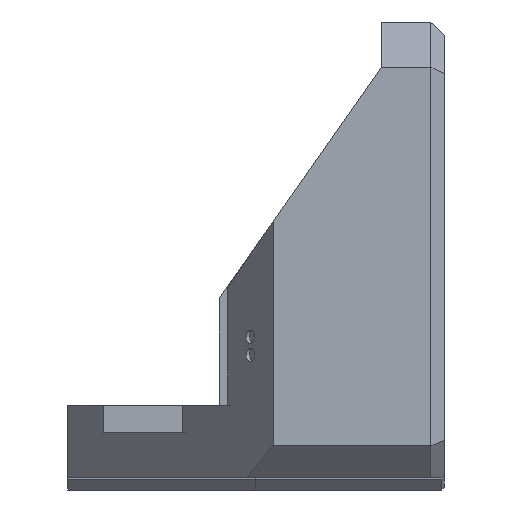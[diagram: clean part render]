
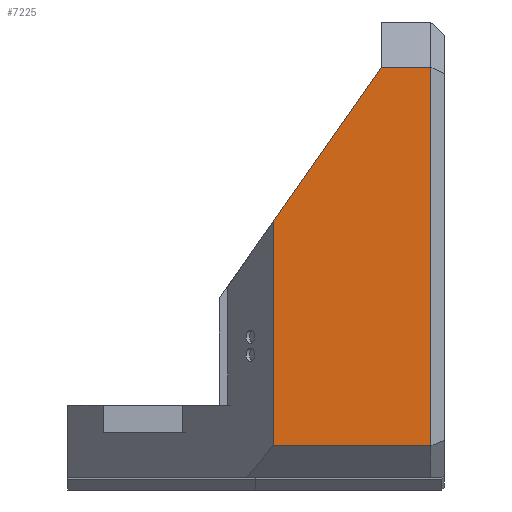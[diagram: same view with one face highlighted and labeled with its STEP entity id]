
A CAD part, left-side view. The second image highlights one B-rep face of the part: STEP entity #7225.
In plain terms, the highlighted planar face has unit normal (-1, 0, 0).
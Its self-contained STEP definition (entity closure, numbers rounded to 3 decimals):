
#321=PLANE('',#7785);
#1026=LINE('',#11265,#1926);
#1034=LINE('',#11281,#1934);
#1036=LINE('',#11285,#1936);
#1037=LINE('',#11287,#1937);
#1038=LINE('',#11288,#1938);
#1926=VECTOR('',#9166,10.);
#1934=VECTOR('',#9178,10.);
#1936=VECTOR('',#9182,10.);
#1937=VECTOR('',#9183,10.);
#1938=VECTOR('',#9184,10.);
#2563=FACE_OUTER_BOUND('',#3008,.T.);
#3008=EDGE_LOOP('',(#6160,#6161,#6162,#6163,#6164));
#3704=VERTEX_POINT('',#11225);
#3716=VERTEX_POINT('',#11261);
#3722=VERTEX_POINT('',#11280);
#3723=VERTEX_POINT('',#11284);
#3724=VERTEX_POINT('',#11286);
#4582=EDGE_CURVE('',#3716,#3704,#1026,.T.);
#4590=EDGE_CURVE('',#3704,#3722,#1034,.T.);
#4592=EDGE_CURVE('',#3723,#3716,#1036,.T.);
#4593=EDGE_CURVE('',#3723,#3724,#1037,.T.);
#4594=EDGE_CURVE('',#3724,#3722,#1038,.T.);
#6160=ORIENTED_EDGE('',*,*,#4582,.F.);
#6161=ORIENTED_EDGE('',*,*,#4592,.F.);
#6162=ORIENTED_EDGE('',*,*,#4593,.T.);
#6163=ORIENTED_EDGE('',*,*,#4594,.T.);
#6164=ORIENTED_EDGE('',*,*,#4590,.F.);
#7225=ADVANCED_FACE('',(#2563),#321,.T.);
#7785=AXIS2_PLACEMENT_3D('',#11283,#9180,#9181);
#9166=DIRECTION('',(0.,0.,-1.));
#9178=DIRECTION('',(0.,1.,0.));
#9180=DIRECTION('center_axis',(-1.,0.,0.));
#9181=DIRECTION('ref_axis',(0.,-1.,0.));
#9182=DIRECTION('',(0.,-1.,0.));
#9183=DIRECTION('',(0.,0.574,-0.819));
#9184=DIRECTION('',(0.,0.,-1.));
#11225=CARTESIAN_POINT('',(-26.225,1.5,3.5));
#11261=CARTESIAN_POINT('',(-26.225,1.5,45.5));
#11265=CARTESIAN_POINT('',(-26.225,1.5,0.));
#11280=CARTESIAN_POINT('',(-26.225,19.,3.5));
#11281=CARTESIAN_POINT('',(-26.225,31.35,3.5));
#11283=CARTESIAN_POINT('Origin',(-26.225,41.8,0.));
#11284=CARTESIAN_POINT('',(-26.225,7.,45.5));
#11285=CARTESIAN_POINT('',(-26.225,31.35,45.5));
#11286=CARTESIAN_POINT('',(-26.225,19.,28.362));
#11287=CARTESIAN_POINT('',(-26.225,32.413,9.206));
#11288=CARTESIAN_POINT('',(-26.225,19.,4.));
